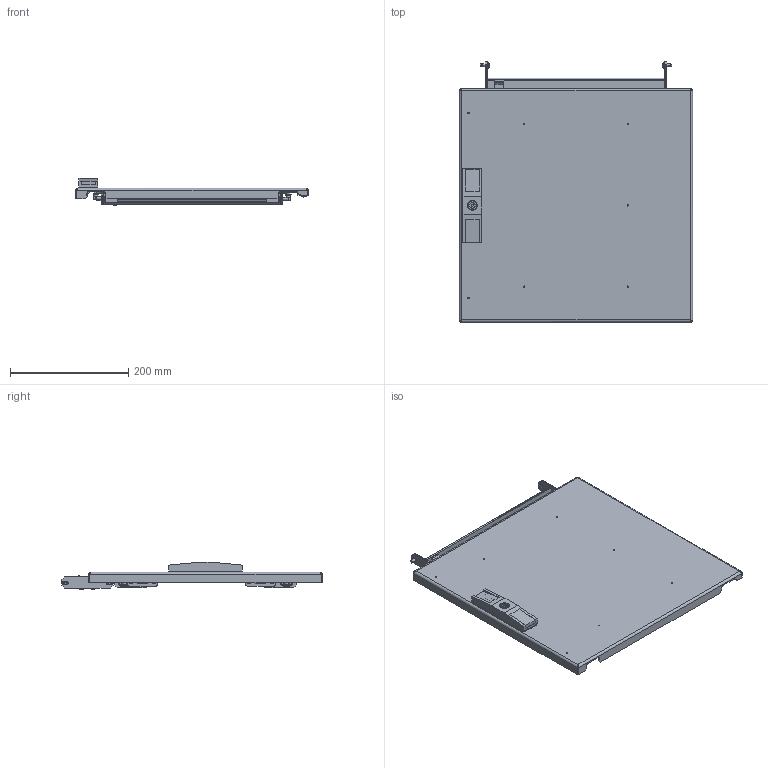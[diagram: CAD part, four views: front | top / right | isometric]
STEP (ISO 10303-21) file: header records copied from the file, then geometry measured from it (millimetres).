
FILE_DESCRIPTION (( 'STEP AP203' ), '1' );
FILE_NAME ('UR35440091400 Äâåðü ãëóõàÿ ñåêöèîííàÿ 400ìì RS52 00.40 ÑÏ (000.801.560).STEP', '2022-04-08T11:58:45', ( '' ), ( '' ), 'SwSTEP 2.0', 'SolidWorks 2017', '' );
FILE_SCHEMA (( 'CONFIG_CONTROL_DESIGN' ));
Length unit declared in the file: millimetre
Products named in the file (35): 000.203.297 Äâåðü ãëóõàÿ ñåêöèîííàÿ 400 ìì RS52_00 (00.40); 021-126  呧睯蠈錪; 032-215 Øâåëëåð ìåæñåêöèîííûé LC3_00 (00.40); 000.173.012 Øâåëëåð ìåæñåêöèîííûé LC3_00 (00.40); Øïèëüêà ðåçüáîâàÿ Ì6_Œ5å12; Âèíò DIN 7991_Œ5å10; Çàêëåïêà ðåçüáîâàÿ óìåíüøåííûé áîðòèê ñ íàñå÷êîé_Œ5å11,5; 000.800.113 Ïåòëÿ ñåêöèîííîé äâåðè; 037-61 Óãîëîê äëÿ çàïèðàíèÿ äâåðè ñåêöèîííîé LC3; 嵑殧趌11648_d5; Âèíò DIN 7500 C TORX_Œ5å12; 000.800.115 Ïëàíêà çàïîðíàÿ äâåðè ñåêöèîííîé 400 ìì RS52; Øàéáà 6402 Ò_Œ6; 040-217 Ïëàíêà çàïîðíàÿ äâåðè ñåêöèîííîé; 037-60 Ïåòëÿ äâåðè ñåêöèîííîé LC3; Øïèëüêà ðåçüáîâàÿ Ì6_Œ6å12; Óïëîòíèòåëü ÏÏÓ äëÿ äâåðêè ñåêöèîííîé LC3 ñòàëüíûå ïåòëè_03 (400 00.40); 054-201 Ïîïåðå÷èíà äâåðè LC3_00 (00.40); 000.203.173 Øâåëëåð ìåæñåêöèîííûé LC3_00 (00.40); Ãàéêà øåñòèãðàííàÿ âûñîêàÿ ñàìîñòîïîðÿùàÿñÿ ñ ôëàíöåì ÃÎÑÒ ISO 7043_Œ6; 024-382 砑僔蠂縺 鸀槶錼譇 LC3; 000.210.582 Îñíîâàíèå äâåðè ãëóõîé ñåêöèîííîé 400 ìì RS52_00 (00.40); 044-97 砎鍧錟儆趌00; 028-98 Ñêîáà; 050-59 鎗鵻罻; Âèíò ÃÎÑÒ Ð ÈÑÎ 7049_ST3.5x9.5; UR35440091400 Äâåðü ãëóõàÿ ñåêöèîííàÿ 400ìì RS52 00.40 ÑÏ (000.801.560); Âèíò DIN 7500 M TORX_Œ5å16; MS896 Çàìîê-íàêëàäêà îñíîâíàÿ äëÿ LC_‡ ªàëâ®; 016-103 Îñü; Øïèëüêà çàçåìëåíèÿ CKF CS_Œ6å16; 050-57 Âòóëêà ñêðûòîé ïåòëè; Ãàéêà Ýðèêñîíà Ì5 ñ ïëîñêîé ãîëîâêîé; 012-2064 Ïàíåëü äâåðè ãëóõîé ñåêöèîííîé 400 ìì RS52_00 (00.40); 000.301.014 Îñü
Assembly tree (73 placements, depth 4):
  UR35440091400 Äâåðü ãëóõàÿ ñåêöèîííàÿ 400ìì RS52 00.40 ÑÏ (000.801.560)
    000.203.297 Äâåðü ãëóõàÿ ñåêöèîííàÿ 400 ìì RS52_00 (00.40)
      000.210.582 Îñíîâàíèå äâåðè ãëóõîé ñåêöèîííîé 400 ìì RS52_00 (00.40)
        012-2064 Ïàíåëü äâåðè ãëóõîé ñåêöèîííîé 400 ìì RS52_00 (00.40)
        Øïèëüêà çàçåìëåíèÿ CKF CS_Œ6å16
        Øïèëüêà ðåçüáîâàÿ Ì6_Œ5å12  x4
        Øïèëüêà ðåçüáîâàÿ Ì6_Œ6å12  x2
        050-57 Âòóëêà ñêðûòîé ïåòëè  x2
      Óïëîòíèòåëü ÏÏÓ äëÿ äâåðêè ñåêöèîííîé LC3 ñòàëüíûå ïåòëè_03 (400 00.40)
      MS896 Çàìîê-íàêëàäêà îñíîâíàÿ äëÿ LC_‡ ªàëâ®
      Âèíò DIN 7991_Œ5å10  x2
      000.800.115 Ïëàíêà çàïîðíàÿ äâåðè ñåêöèîííîé 400 ìì RS52
        040-217 Ïëàíêà çàïîðíàÿ äâåðè ñåêöèîííîé
        028-98 Ñêîáà  x2
      054-201 Ïîïåðå÷èíà äâåðè LC3_00 (00.40)  x2
      Ãàéêà Ýðèêñîíà Ì5 ñ ïëîñêîé ãîëîâêîé  x4
      Øàéáà 6402 Ò_Œ6  x2
      Ãàéêà øåñòèãðàííàÿ âûñîêàÿ ñàìîñòîïîðÿùàÿñÿ ñ ôëàíöåì ÃÎÑÒ ISO 7043_Œ6  x2
    Âèíò DIN 7500 M TORX_Œ5å16  x12
    000.203.173 Øâåëëåð ìåæñåêöèîííûé LC3_00 (00.40)
      000.173.012 Øâåëëåð ìåæñåêöèîííûé LC3_00 (00.40)
        032-215 Øâåëëåð ìåæñåêöèîííûé LC3_00 (00.40)
        024-382 砑僔蠂縺 鸀槶錼譇 LC3  x2
      021-126  呧睯蠈錪
      Âèíò ÃÎÑÒ Ð ÈÑÎ 7049_ST3.5x9.5  x2
    Âèíò DIN 7500 C TORX_Œ5å12  x4
    000.800.113 Ïåòëÿ ñåêöèîííîé äâåðè  x2
      037-60 Ïåòëÿ äâåðè ñåêöèîííîé LC3
      050-59 鎗鵻罻
    000.301.014 Îñü  x2
      016-103 Îñü
    037-61 Óãîëîê äëÿ çàïèðàíèÿ äâåðè ñåêöèîííîé LC3  x2
    嵑殧趌11648_d5  x3
    044-97 砎鍧錟儆趌00  x2
    Çàêëåïêà ðåçüáîâàÿ óìåíüøåííûé áîðòèê ñ íàñå÷êîé_Œ5å11,5  x4
Bounding box: 395 x 441.5 x 45.93 mm (x, y, z)
Volume: 620315.2 mm3; surface area: 639860 mm2
Topology: 69 solids, 73 shells, 2137 faces, 5219 edges, 3289 vertices
Faces by surface type: cylinder 989, plane 764, cone 258, torus 106, sphere 12, bspline 8
Entity records: 32708 total; most frequent: CARTESIAN_POINT 5430, DIRECTION 5023, ORIENTED_EDGE 4450, EDGE_CURVE 2228, AXIS2_PLACEMENT_3D 1878, VERTEX_POINT 1405, VECTOR 1267, LINE 1267
